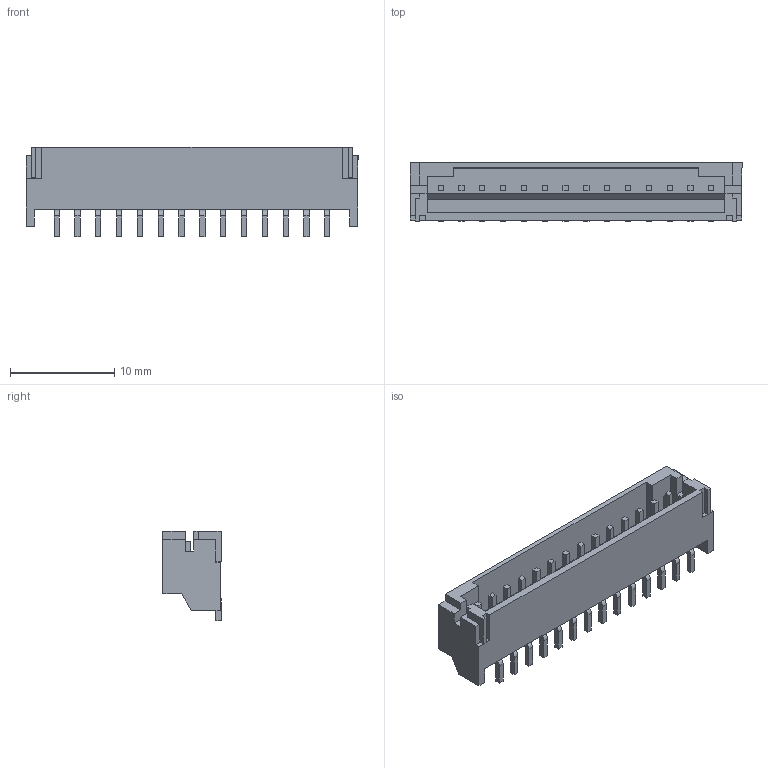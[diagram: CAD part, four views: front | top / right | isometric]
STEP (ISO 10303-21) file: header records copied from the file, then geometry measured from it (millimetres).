
FILE_DESCRIPTION (( 'STEP AP214' ), '1' );
FILE_NAME ('S14B-PH-SM4.STEP', '2010-06-14T05:00:14', ( ' ' ), ( ' ' ), 'SwSTEP 2.0', 'SolidWorks 2005235', '' );
FILE_SCHEMA (( 'AUTOMOTIVE_DESIGN' ));
Length unit declared in the file: millimetre
Products named in the file (1): S14B-PH-SM4
Bounding box: 31.9 x 5.6 x 8.6 mm (x, y, z)
Volume: 535.7 mm3; surface area: 1357.4 mm2
Topology: 1 solids, 1 shells, 256 faces, 688 edges, 458 vertices
Faces by surface type: plane 214, cylinder 42
Entity records: 10767 total; most frequent: CARTESIAN_POINT 1403, ORIENTED_EDGE 1376, DIRECTION 1286, EDGE_CURVE 688, VECTOR 604, LINE 604, VERTEX_POINT 458, AXIS2_PLACEMENT_3D 341
